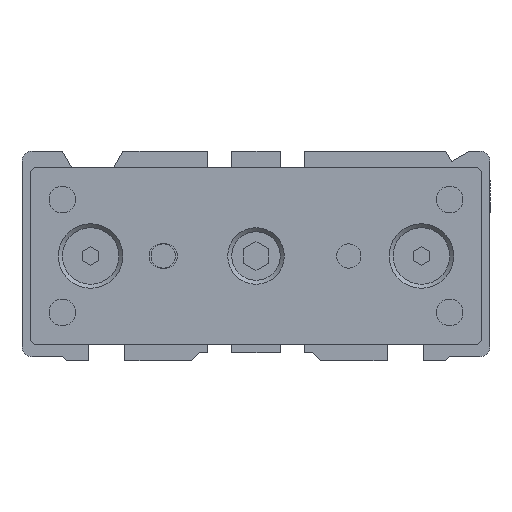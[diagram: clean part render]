
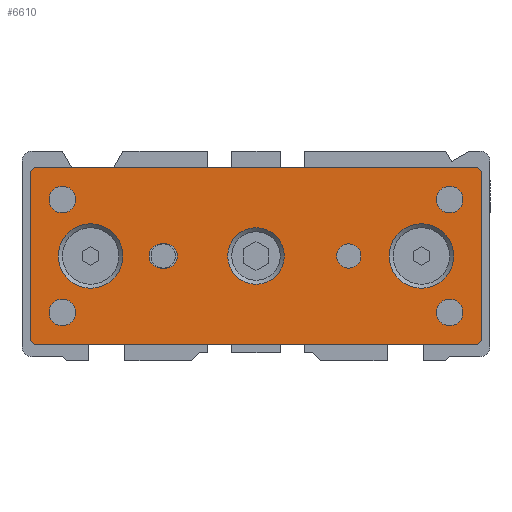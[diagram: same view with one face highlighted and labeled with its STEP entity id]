
A CAD part, left-side view. The second image highlights one B-rep face of the part: STEP entity #6610.
In plain terms, the highlighted planar face has unit normal (-1, 0, 0).
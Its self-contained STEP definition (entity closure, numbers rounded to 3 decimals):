
#6264=CARTESIAN_POINT('',(0.,-363.,0.));
#6265=VERTEX_POINT('Vertex287',#6264);
#6266=CARTESIAN_POINT('',(0.,-361.5,0.));
#6267=DIRECTION('',(1.,0.,0.));
#6268=DIRECTION('',(0.,-1.,0.));
#6269=AXIS2_PLACEMENT_3D('',#6266,#6267,#6268);
#6270=CIRCLE('nurbsCrv398',#6269,1.5);
#6271=EDGE_CURVE('Edge398',#6265,#6265,#6270,.T.);
#6282=CARTESIAN_POINT('',(0.,-338.25,1.5));
#6283=VERTEX_POINT('Vertex288',#6282);
#6290=CARTESIAN_POINT('',(0.,-338.25,-1.5));
#6291=VERTEX_POINT('Vertex289',#6290);
#6292=CARTESIAN_POINT('',(0.,-338.25,0.)
);
#6293=DIRECTION('',(1.,0.,0.));
#6294=DIRECTION('',(0.,0.,-1.));
#6295=AXIS2_PLACEMENT_3D('',#6292,#6293,#6294);
#6296=CIRCLE('nurbsCrv400',#6295,1.5);
#6297=EDGE_CURVE('Edge400',#6291,#6283,#6296,.T.);
#6314=CARTESIAN_POINT('',(0.,-338.75,-1.5));
#6315=VERTEX_POINT('Vertex290',#6314);
#6322=CARTESIAN_POINT('',(0.,-338.75,1.5));
#6323=VERTEX_POINT('Vertex291',#6322);
#6324=CARTESIAN_POINT('',(0.,-338.75,0.
));
#6325=DIRECTION('',(1.,0.,0.));
#6326=DIRECTION('',(0.,0.,1.));
#6327=AXIS2_PLACEMENT_3D('',#6324,#6325,#6326);
#6328=CIRCLE('nurbsCrv403',#6327,1.5);
#6329=EDGE_CURVE('Edge403',#6323,#6315,#6328,.T.);
#6347=CARTESIAN_POINT('',(0.,-338.5,1.5));
#6348=DIRECTION('',(0.,-1.,0.));
#6349=VECTOR('',#6348,1.);
#6350=LINE('nurbsCrv405',#6347,#6349);
#6351=EDGE_CURVE('Edge405',#6283,#6323,#6350,.T.);
#6363=CARTESIAN_POINT('',(0.,-374.5,0.));
#6364=VERTEX_POINT('Vertex292',#6363);
#6365=CARTESIAN_POINT('',(0.,-370.5,0.));
#6366=DIRECTION('',(1.,0.,0.));
#6367=DIRECTION('',(0.,-1.,0.));
#6368=AXIS2_PLACEMENT_3D('',#6365,#6366,#6367);
#6369=CIRCLE('nurbsCrv406',#6368,4.);
#6370=EDGE_CURVE('Edge406',#6364,#6364,#6369,.T.);
#6383=CARTESIAN_POINT('',(0.,-353.5,0.));
#6384=VERTEX_POINT('Vertex293',#6383);
#6385=CARTESIAN_POINT('',(0.,-350.,0.));
#6386=DIRECTION('',(1.,0.,0.));
#6387=DIRECTION('',(0.,-1.,0.));
#6388=AXIS2_PLACEMENT_3D('',#6385,#6386,#6387);
#6389=CIRCLE('nurbsCrv407',#6388,3.5);
#6390=EDGE_CURVE('Edge407',#6384,#6384,#6389,.T.);
#6403=CARTESIAN_POINT('',(0.,-333.5,0.));
#6404=VERTEX_POINT('Vertex294',#6403);
#6405=CARTESIAN_POINT('',(0.,-329.5,0.));
#6406=DIRECTION('',(1.,0.,0.));
#6407=DIRECTION('',(0.,-1.,0.));
#6408=AXIS2_PLACEMENT_3D('',#6405,#6406,#6407);
#6409=CIRCLE('nurbsCrv408',#6408,4.);
#6410=EDGE_CURVE('Edge408',#6404,#6404,#6409,.T.);
#6425=CARTESIAN_POINT('',(0.,-338.5,-1.5));
#6426=DIRECTION('',(0.,1.,0.));
#6427=VECTOR('',#6426,1.);
#6428=LINE('nurbsCrv409',#6425,#6427);
#6429=EDGE_CURVE('Edge409',#6315,#6291,#6428,.T.);
#6441=CARTESIAN_POINT('',(0.,-377.5,11.));
#6442=VERTEX_POINT('Vertex300',#6441);
#6443=CARTESIAN_POINT('',(0.,-322.5,11.));
#6444=VERTEX_POINT('Vertex299',#6443);
#6445=CARTESIAN_POINT('',(0.,-350.,11.));
#6446=DIRECTION('',(0.,1.,0.));
#6447=VECTOR('',#6446,1.);
#6448=LINE('nurbsCrv414',#6445,#6447);
#6449=EDGE_CURVE('Edge414',#6442,#6444,#6448,.T.);
#6450=ORIENTED_EDGE('Edgeuse812',*,*,#6449,.T.);
#6451=CARTESIAN_POINT('',(0.,-322.,10.5));
#6452=VERTEX_POINT('Vertex301',#6451);
#6453=CARTESIAN_POINT('',(0.,-322.25,10.75));
#6454=DIRECTION('',(0.,-0.707,0.707));
#6455=VECTOR('',#6454,1.);
#6456=LINE('nurbsCrv415',#6453,#6455);
#6457=EDGE_CURVE('Edge415',#6452,#6444,#6456,.T.);
#6458=ORIENTED_EDGE('Edgeuse813',*,*,#6457,.F.);
#6459=CARTESIAN_POINT('',(0.,-322.,-10.5));
#6460=VERTEX_POINT('Vertex302',#6459);
#6461=CARTESIAN_POINT('',(0.,-322.,0.));
#6462=DIRECTION('',(0.,0.,1.));
#6463=VECTOR('',#6462,1.);
#6464=LINE('nurbsCrv416',#6461,#6463);
#6465=EDGE_CURVE('Edge416',#6460,#6452,#6464,.T.);
#6466=ORIENTED_EDGE('Edgeuse814',*,*,#6465,.F.);
#6467=CARTESIAN_POINT('',(0.,-322.5,-11.));
#6468=VERTEX_POINT('Vertex303',#6467);
#6469=CARTESIAN_POINT('',(0.,-322.25,-10.75));
#6470=DIRECTION('',(0.,0.707,0.707));
#6471=VECTOR('',#6470,1.);
#6472=LINE('nurbsCrv417',#6469,#6471);
#6473=EDGE_CURVE('Edge417',#6468,#6460,#6472,.T.);
#6474=ORIENTED_EDGE('Edgeuse815',*,*,#6473,.F.);
#6475=CARTESIAN_POINT('',(0.,-377.5,-11.));
#6476=VERTEX_POINT('Vertex304',#6475);
#6477=CARTESIAN_POINT('',(0.,-350.,-11.));
#6478=DIRECTION('',(0.,1.,0.));
#6479=VECTOR('',#6478,1.);
#6480=LINE('nurbsCrv418',#6477,#6479);
#6481=EDGE_CURVE('Edge418',#6476,#6468,#6480,.T.);
#6482=ORIENTED_EDGE('Edgeuse816',*,*,#6481,.F.);
#6483=CARTESIAN_POINT('',(0.,-378.,-10.5));
#6484=VERTEX_POINT('Vertex305',#6483);
#6485=CARTESIAN_POINT('',(0.,-377.75,-10.75));
#6486=DIRECTION('',(0.,0.707,-0.707));
#6487=VECTOR('',#6486,1.);
#6488=LINE('nurbsCrv419',#6485,#6487);
#6489=EDGE_CURVE('Edge419',#6484,#6476,#6488,.T.);
#6490=ORIENTED_EDGE('Edgeuse817',*,*,#6489,.F.);
#6491=CARTESIAN_POINT('',(0.,-378.,10.5));
#6492=VERTEX_POINT('Vertex306',#6491);
#6493=CARTESIAN_POINT('',(0.,-378.,0.));
#6494=DIRECTION('',(0.,0.,1.));
#6495=VECTOR('',#6494,1.);
#6496=LINE('nurbsCrv420',#6493,#6495);
#6497=EDGE_CURVE('Edge420',#6484,#6492,#6496,.T.);
#6498=ORIENTED_EDGE('Edgeuse818',*,*,#6497,.T.);
#6499=CARTESIAN_POINT('',(0.,-377.75,10.75));
#6500=DIRECTION('',(0.,0.707,0.707));
#6501=VECTOR('',#6500,1.);
#6502=LINE('nurbsCrv421',#6499,#6501);
#6503=EDGE_CURVE('Edge421',#6492,#6442,#6502,.T.);
#6504=ORIENTED_EDGE('Edgeuse819',*,*,#6503,.T.);
#6505=EDGE_LOOP('',(#6450,#6458,#6466,#6474,#6482,#6490,#6498,#6504));
#6506=FACE_OUTER_BOUND('',#6505,.T.);
#6507=ORIENTED_EDGE('Edgeuse820',*,*,#6370,.T.);
#6508=EDGE_LOOP('',(#6507));
#6509=FACE_BOUND('',#6508,.T.);
#6510=ORIENTED_EDGE('Edgeuse821',*,*,#6390,.T.);
#6511=EDGE_LOOP('',(#6510));
#6512=FACE_BOUND('',#6511,.T.);
#6513=ORIENTED_EDGE('Edgeuse822',*,*,#6410,.T.);
#6514=EDGE_LOOP('',(#6513));
#6515=FACE_BOUND('',#6514,.T.);
#6516=ORIENTED_EDGE('Edgeuse823',*,*,#6271,.T.);
#6517=EDGE_LOOP('',(#6516));
#6518=FACE_BOUND('',#6517,.T.);
#6519=ORIENTED_EDGE('Edgeuse824',*,*,#6297,.T.);
#6520=ORIENTED_EDGE('Edgeuse825',*,*,#6351,.T.);
#6521=ORIENTED_EDGE('Edgeuse826',*,*,#6329,.T.);
#6522=ORIENTED_EDGE('Edgeuse827',*,*,#6429,.T.);
#6523=EDGE_LOOP('',(#6519,#6520,#6521,#6522));
#6524=FACE_BOUND('',#6523,.T.);
#6525=CARTESIAN_POINT('',(0.,-324.35,7.));
#6526=VERTEX_POINT('Vertex295',#6525);
#6527=CARTESIAN_POINT('',(0.,-327.65,7.));
#6528=VERTEX_POINT('Vertex326',#6527);
#6529=CARTESIAN_POINT('',(0.,-326.,7.));
#6530=DIRECTION('',(1.,0.,0.));
#6531=DIRECTION('',(0.,1.,0.));
#6532=AXIS2_PLACEMENT_3D('',#6529,#6530,#6531);
#6533=CIRCLE('nurbsCrv1427',#6532,1.65);
#6534=EDGE_CURVE('Edge494',#6526,#6528,#6533,.T.);
#6535=ORIENTED_EDGE('Edgeuse989',*,*,#6534,.T.);
#6536=CARTESIAN_POINT('',(0.,-326.,7.));
#6537=DIRECTION('',(1.,0.,0.));
#6538=DIRECTION('',(0.,-1.,0.));
#6539=AXIS2_PLACEMENT_3D('',#6536,#6537,#6538);
#6540=CIRCLE('nurbsCrv1428',#6539,1.65);
#6541=EDGE_CURVE('Edge495',#6528,#6526,#6540,.T.);
#6542=ORIENTED_EDGE('Edgeuse991',*,*,#6541,.T.);
#6543=EDGE_LOOP('',(#6535,#6542));
#6544=FACE_BOUND('',#6543,.T.);
#6545=CARTESIAN_POINT('',(0.,-324.35,-7.));
#6546=VERTEX_POINT('Vertex296',#6545);
#6547=CARTESIAN_POINT('',(0.,-327.65,-7.));
#6548=VERTEX_POINT('Vertex328',#6547);
#6549=CARTESIAN_POINT('',(0.,-326.,-7.));
#6550=DIRECTION('',(1.,0.,0.));
#6551=DIRECTION('',(0.,1.,0.));
#6552=AXIS2_PLACEMENT_3D('',#6549,#6550,#6551);
#6553=CIRCLE('nurbsCrv1442',#6552,1.65);
#6554=EDGE_CURVE('Edge499',#6546,#6548,#6553,.T.);
#6555=ORIENTED_EDGE('Edgeuse999',*,*,#6554,.T.);
#6556=CARTESIAN_POINT('',(0.,-326.,-7.));
#6557=DIRECTION('',(1.,0.,0.));
#6558=DIRECTION('',(0.,-1.,0.));
#6559=AXIS2_PLACEMENT_3D('',#6556,#6557,#6558);
#6560=CIRCLE('nurbsCrv1443',#6559,1.65);
#6561=EDGE_CURVE('Edge500',#6548,#6546,#6560,.T.);
#6562=ORIENTED_EDGE('Edgeuse1001',*,*,#6561,.T.);
#6563=EDGE_LOOP('',(#6555,#6562));
#6564=FACE_BOUND('',#6563,.T.);
#6565=CARTESIAN_POINT('',(0.,-372.35,-7.));
#6566=VERTEX_POINT('Vertex297',#6565);
#6567=CARTESIAN_POINT('',(0.,-375.65,-7.));
#6568=VERTEX_POINT('Vertex330',#6567);
#6569=CARTESIAN_POINT('',(0.,-374.,-7.));
#6570=DIRECTION('',(1.,0.,0.));
#6571=DIRECTION('',(0.,1.,0.));
#6572=AXIS2_PLACEMENT_3D('',#6569,#6570,#6571);
#6573=CIRCLE('nurbsCrv1457',#6572,1.65);
#6574=EDGE_CURVE('Edge504',#6566,#6568,#6573,.T.);
#6575=ORIENTED_EDGE('Edgeuse1009',*,*,#6574,.T.);
#6576=CARTESIAN_POINT('',(0.,-374.,-7.));
#6577=DIRECTION('',(1.,0.,0.));
#6578=DIRECTION('',(0.,-1.,0.));
#6579=AXIS2_PLACEMENT_3D('',#6576,#6577,#6578);
#6580=CIRCLE('nurbsCrv1458',#6579,1.65);
#6581=EDGE_CURVE('Edge505',#6568,#6566,#6580,.T.);
#6582=ORIENTED_EDGE('Edgeuse1011',*,*,#6581,.T.);
#6583=EDGE_LOOP('',(#6575,#6582));
#6584=FACE_BOUND('',#6583,.T.);
#6585=CARTESIAN_POINT('',(0.,-372.35,7.));
#6586=VERTEX_POINT('Vertex298',#6585);
#6587=CARTESIAN_POINT('',(0.,-375.65,7.));
#6588=VERTEX_POINT('Vertex332',#6587);
#6589=CARTESIAN_POINT('',(0.,-374.,7.));
#6590=DIRECTION('',(1.,0.,0.));
#6591=DIRECTION('',(0.,1.,0.));
#6592=AXIS2_PLACEMENT_3D('',#6589,#6590,#6591);
#6593=CIRCLE('nurbsCrv1472',#6592,1.65);
#6594=EDGE_CURVE('Edge509',#6586,#6588,#6593,.T.);
#6595=ORIENTED_EDGE('Edgeuse1019',*,*,#6594,.T.);
#6596=CARTESIAN_POINT('',(0.,-374.,7.));
#6597=DIRECTION('',(1.,0.,0.));
#6598=DIRECTION('',(0.,-1.,0.));
#6599=AXIS2_PLACEMENT_3D('',#6596,#6597,#6598);
#6600=CIRCLE('nurbsCrv1473',#6599,1.65);
#6601=EDGE_CURVE('Edge510',#6588,#6586,#6600,.T.);
#6602=ORIENTED_EDGE('Edgeuse1021',*,*,#6601,.T.);
#6603=EDGE_LOOP('',(#6595,#6602));
#6604=FACE_BOUND('',#6603,.T.);
#6605=CARTESIAN_POINT('',(0.,-350.,0.));
#6606=DIRECTION('',(-1.,0.,0.));
#6607=DIRECTION('',(0.,-1.,0.));
#6608=AXIS2_PLACEMENT_3D('',#6605,#6606,#6607);
#6609=PLANE('nurbsSrf187',#6608);
#6610=ADVANCED_FACE('Face187',(#6506,#6509,#6512,#6515,#6518,#6524,#6544,#6564,
#6584,#6604),#6609,.T.);
